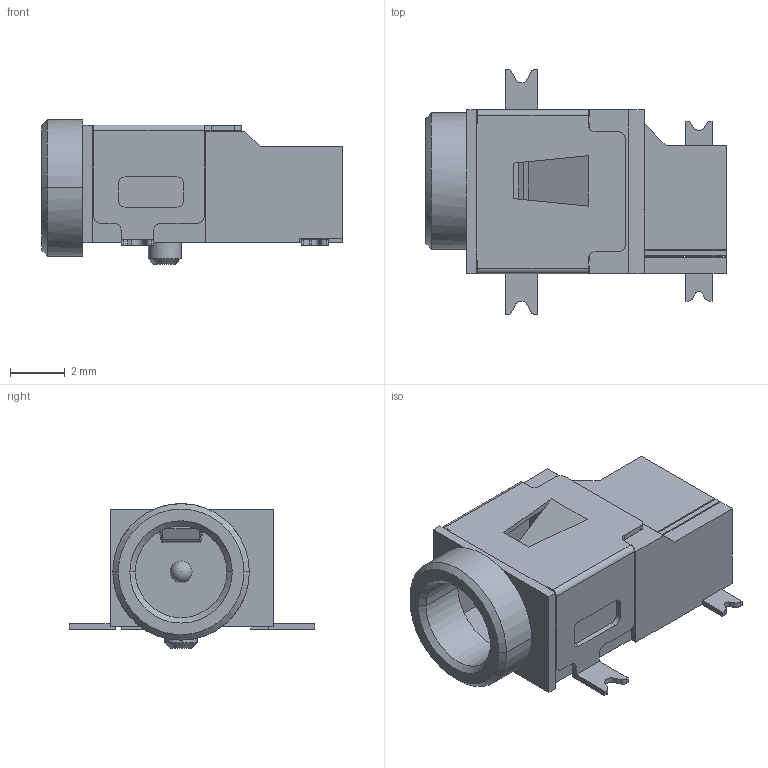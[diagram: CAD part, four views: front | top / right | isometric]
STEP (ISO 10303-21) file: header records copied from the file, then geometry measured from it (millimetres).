
FILE_DESCRIPTION(('FreeCAD Model'),'2;1');
FILE_NAME( 'Fusion.step', '2018-02-17T13:35:30',('kicad StepUp'),('ksu MCAD'), 'Open CASCADE STEP processor 6.8','FreeCAD','Unknown');
FILE_SCHEMA(('AUTOMOTIVE_DESIGN_CC2 { 1 2 10303 214 -1 1 5 4 }'));
Length unit declared in the file: millimetre
Products named in the file (1): Fusion
Bounding box: 11 x 9 x 5.3 mm (x, y, z)
Volume: 140.3 mm3; surface area: 524 mm2
Topology: 1 solids, 1 shells, 186 faces, 526 edges, 343 vertices
Faces by surface type: plane 133, cylinder 46, cone 6, sphere 1
Entity records: 7296 total; most frequent: CARTESIAN_POINT 1067, ORIENTED_EDGE 1050, DIRECTION 996, EDGE_CURVE 525, LINE 422, VECTOR 422, VERTEX_POINT 343, AXIS2_PLACEMENT_3D 287
